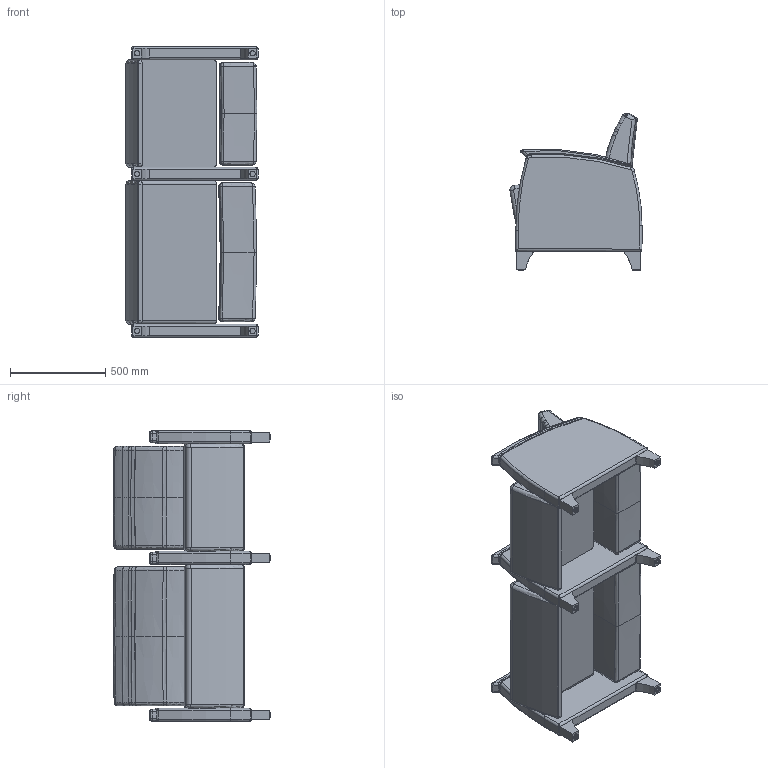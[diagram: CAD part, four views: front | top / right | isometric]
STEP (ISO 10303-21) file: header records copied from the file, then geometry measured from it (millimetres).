
FILE_DESCRIPTION(/* description */ (''),/* implementation_level */ '2;1');
FILE_NAME(/* name */ 'KOU20IBLJ.stp',/* time_stamp */ '2017-09-12T16:16:50-04:00',/* author */ ('emehringer'),/* organization */ (''),/* preprocessor_version */ 'ST-DEVELOPER v16.5',/* originating_system */ 'Autodesk Inventor 2017',/* authorisation */ '');
FILE_SCHEMA (('AUTOMOTIVE_DESIGN { 1 0 10303 214 3 1 1 }'));
Length unit declared in the file: inch
Products named in the file (10): KOU20IBLU-W (SYMBOL); KOU10 NEW BACK; KOU10 SEAT; KOU10B NEW BACK; KOU10 SEAT_1; KOD10 ARM2; E1010 MAC BLK; NEW KOU LEG; NEW KOU LEG_1; GLIDE APFAA06-1
Assembly tree (18 placements, depth 3):
  KOU20IBLU-W (SYMBOL)
    KOU10 NEW BACK
    KOU10 SEAT
    KOU10B NEW BACK
    KOU10 SEAT_1
    E1010 MAC BLK  x3
    KOD10 ARM2  x3
    NEW KOU LEG  x6
      NEW KOU LEG_1
      GLIDE APFAA06-1
Bounding box: 694.61 x 828.37 x 1530.33 mm (x, y, z)
Volume: 290953518.1 mm3; surface area: 7407289.7 mm2
Topology: 46 solids, 46 shells, 854 faces, 1951 edges, 1180 vertices
Faces by surface type: plane 281, bspline 226, cylinder 163, cone 96, torus 88
Full cylindrical faces by diameter (mm): 4.366 x9, 10.77 x6, 16.002 x6, 19.05 x6, 28.575 x6
Entity records: 16909 total; most frequent: CARTESIAN_POINT 8949, ORIENTED_EDGE 1674, DIRECTION 1481, EDGE_CURVE 837, AXIS2_PLACEMENT_3D 669, VERTEX_POINT 498, EDGE_LOOP 391, CIRCLE 384
